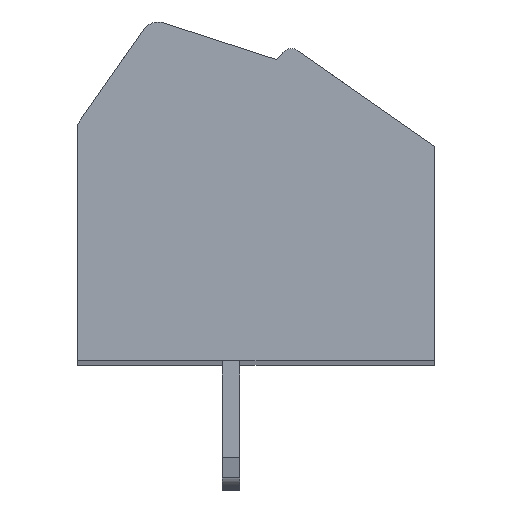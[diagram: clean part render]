
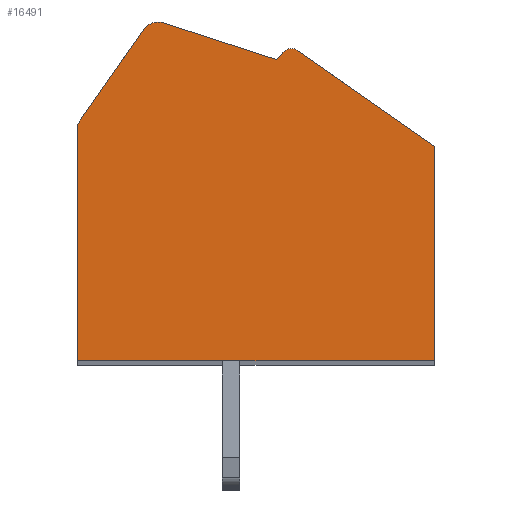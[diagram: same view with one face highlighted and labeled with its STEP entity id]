
A CAD part, top view. The second image highlights one B-rep face of the part: STEP entity #16491.
In plain terms, the highlighted planar face has unit normal (0, 0, 1).
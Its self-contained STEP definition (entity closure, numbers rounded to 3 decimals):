
#1407=DIRECTION('',(-0.951,0.309,0.));
#1408=VECTOR('',#1407,3.333);
#1409=CARTESIAN_POINT('',(0.588,3.695,1.75));
#1410=LINE('',#1409,#1408);
#1411=DIRECTION('',(-0.638,-0.77,0.));
#1412=VECTOR('',#1411,0.262);
#1413=CARTESIAN_POINT('',(0.755,3.897,1.75));
#1414=LINE('',#1413,#1412);
#1415=CARTESIAN_POINT('',(0.986,3.706,1.75));
#1416=DIRECTION('',(0.,0.,1.));
#1417=DIRECTION('',(0.574,0.819,0.));
#1418=AXIS2_PLACEMENT_3D('',#1415,#1416,#1417);
#1420=DIRECTION('',(-0.819,0.574,0.));
#1421=VECTOR('',#1420,4.691);
#1422=CARTESIAN_POINT('',(5.,1.261,1.75));
#1423=LINE('',#1422,#1421);
#1424=DIRECTION('',(0.,1.,0.));
#1425=VECTOR('',#1424,6.011);
#1426=CARTESIAN_POINT('',(5.,-4.75,1.75));
#1427=LINE('',#1426,#1425);
#1428=DIRECTION('',(1.,0.,0.));
#1429=VECTOR('',#1428,10.);
#1430=CARTESIAN_POINT('',(-5.,-4.75,1.75));
#1431=LINE('',#1430,#1429);
#1432=DIRECTION('',(0.,-1.,0.));
#1433=VECTOR('',#1432,6.64);
#1434=CARTESIAN_POINT('',(-5.,1.89,1.75));
#1435=LINE('',#1434,#1433);
#1436=DIRECTION('',(-0.574,-0.819,0.));
#1437=VECTOR('',#1436,3.231);
#1438=CARTESIAN_POINT('',(-3.147,4.537,1.75));
#1439=LINE('',#1438,#1437);
#1440=CARTESIAN_POINT('',(-2.737,4.25,1.75));
#1441=DIRECTION('',(0.,0.,1.));
#1442=DIRECTION('',(0.309,0.951,0.));
#1443=AXIS2_PLACEMENT_3D('',#1440,#1441,#1442);
#11823=CARTESIAN_POINT('',(0.588,3.695,1.75));
#11824=CARTESIAN_POINT('',(-2.583,4.726,1.75));
#11825=VERTEX_POINT('',#11823);
#11826=VERTEX_POINT('',#11824);
#11827=CARTESIAN_POINT('',(-3.147,4.537,1.75));
#11828=VERTEX_POINT('',#11827);
#11829=CARTESIAN_POINT('',(-5.,1.89,1.75));
#11830=VERTEX_POINT('',#11829);
#11831=CARTESIAN_POINT('',(-5.,-4.75,1.75));
#11832=VERTEX_POINT('',#11831);
#11833=CARTESIAN_POINT('',(5.,-4.75,1.75));
#11834=VERTEX_POINT('',#11833);
#11835=CARTESIAN_POINT('',(5.,1.261,1.75));
#11836=VERTEX_POINT('',#11835);
#11837=CARTESIAN_POINT('',(1.158,3.951,1.75));
#11838=VERTEX_POINT('',#11837);
#11839=CARTESIAN_POINT('',(0.755,3.897,1.75));
#11840=VERTEX_POINT('',#11839);
#16475=CARTESIAN_POINT('',(0.,0.,1.75));
#16476=DIRECTION('',(0.,0.,1.));
#16477=DIRECTION('',(1.,0.,0.));
#16478=AXIS2_PLACEMENT_3D('',#16475,#16476,#16477);
#16479=PLANE('',#16478);
#16480=ORIENTED_EDGE('',*,*,#15437,.F.);
#16481=ORIENTED_EDGE('',*,*,#15452,.F.);
#16482=ORIENTED_EDGE('',*,*,#15466,.F.);
#16483=ORIENTED_EDGE('',*,*,#15480,.F.);
#16484=ORIENTED_EDGE('',*,*,#15694,.F.);
#16485=ORIENTED_EDGE('',*,*,#15908,.F.);
#16486=ORIENTED_EDGE('',*,*,#16122,.F.);
#16487=ORIENTED_EDGE('',*,*,#16336,.F.);
#16488=ORIENTED_EDGE('',*,*,#16469,.F.);
#16489=EDGE_LOOP('',(#16480,#16481,#16482,#16483,#16484,#16485,#16486,#16487,
#16488));
#16490=FACE_OUTER_BOUND('',#16489,.F.);
#1419=CIRCLE('',#1418,0.3);
#1444=CIRCLE('',#1443,0.5);
#15437=EDGE_CURVE('',#11825,#11826,#1410,.T.);
#15452=EDGE_CURVE('',#11840,#11825,#1414,.T.);
#15466=EDGE_CURVE('',#11838,#11840,#1419,.T.);
#15480=EDGE_CURVE('',#11836,#11838,#1423,.T.);
#15694=EDGE_CURVE('',#11834,#11836,#1427,.T.);
#15908=EDGE_CURVE('',#11832,#11834,#1431,.T.);
#16122=EDGE_CURVE('',#11830,#11832,#1435,.T.);
#16336=EDGE_CURVE('',#11828,#11830,#1439,.T.);
#16469=EDGE_CURVE('',#11826,#11828,#1444,.T.);
#16491=ADVANCED_FACE('',(#16490),#16479,.T.);
